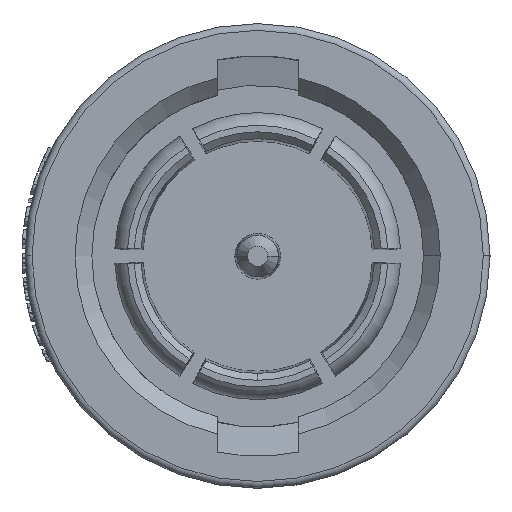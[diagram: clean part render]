
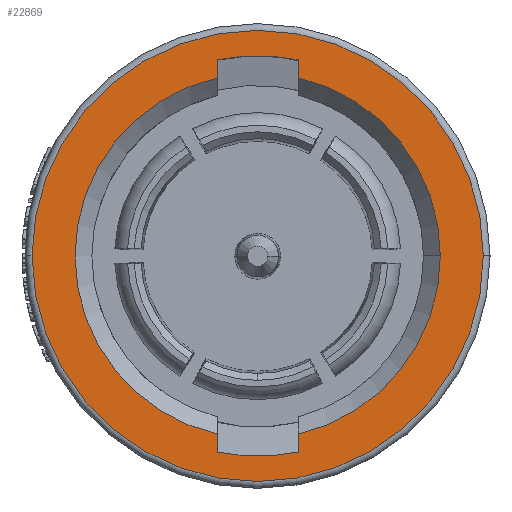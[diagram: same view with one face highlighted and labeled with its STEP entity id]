
A CAD part, top view. The second image highlights one B-rep face of the part: STEP entity #22869.
In plain terms, the highlighted planar face has unit normal (0, 0, 1).
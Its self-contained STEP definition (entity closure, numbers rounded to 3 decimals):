
#1525 = VERTEX_POINT ( 'NONE', #43678 ) ;
#2308 = DIRECTION ( 'NONE',  ( 0., 0., 1. ) ) ;
#2342 = DIRECTION ( 'NONE',  ( 0., 0., 1. ) ) ;
#2597 = CARTESIAN_POINT ( 'NONE',  ( 1.2, -5.291, 2.315 ) ) ;
#4107 = AXIS2_PLACEMENT_3D ( 'NONE', #15275, #45722, #41933 ) ;
#4259 = DIRECTION ( 'NONE',  ( 0., 0., 1. ) ) ;
#4495 = LINE ( 'NONE', #8920, #23134 ) ;
#4593 = CIRCLE ( 'NONE', #8802, 5.425 ) ;
#4662 = EDGE_CURVE ( 'NONE', #31770, #18620, #44455, .T. ) ;
#4950 = CIRCLE ( 'NONE', #8889, 5.425 ) ;
#5419 = CARTESIAN_POINT ( 'NONE',  ( -1.2, -5.291, 2.315 ) ) ;
#5773 = VERTEX_POINT ( 'NONE', #5419 ) ;
#5857 = VERTEX_POINT ( 'NONE', #46439 ) ;
#6021 = VECTOR ( 'NONE', #12837, 1000. ) ;
#6667 = ORIENTED_EDGE ( 'NONE', *, *, #9981, .F. ) ;
#6679 = CARTESIAN_POINT ( 'NONE',  ( 0., 0., 2.315 ) ) ;
#8666 = CIRCLE ( 'NONE', #32407, 6.7 ) ;
#8802 = AXIS2_PLACEMENT_3D ( 'NONE', #24668, #2342, #17493 ) ;
#8889 = AXIS2_PLACEMENT_3D ( 'NONE', #6679, #25555, #48050 ) ;
#8890 = CARTESIAN_POINT ( 'NONE',  ( 0., 0., 2.315 ) ) ;
#8920 = CARTESIAN_POINT ( 'NONE',  ( -1.2, 4.777, 2.315 ) ) ;
#9040 = AXIS2_PLACEMENT_3D ( 'NONE', #45079, #4259, #11886 ) ;
#9622 = DIRECTION ( 'NONE',  ( 0., 0., 1. ) ) ;
#9981 = EDGE_CURVE ( 'NONE', #5857, #25321, #16098, .T. ) ;
#10492 = CARTESIAN_POINT ( 'NONE',  ( -1.2, -4.777, 2.315 ) ) ;
#11557 = ORIENTED_EDGE ( 'NONE', *, *, #42697, .T. ) ;
#11886 = DIRECTION ( 'NONE',  ( -1., 0., 0. ) ) ;
#12837 = DIRECTION ( 'NONE',  ( 0., 1., 0. ) ) ;
#12889 = VERTEX_POINT ( 'NONE', #47952 ) ;
#14223 = CARTESIAN_POINT ( 'NONE',  ( 5.425, 0., 2.315 ) ) ;
#14443 = EDGE_CURVE ( 'NONE', #15920, #5857, #47973, .T. ) ;
#14458 = ORIENTED_EDGE ( 'NONE', *, *, #44604, .F. ) ;
#14577 = DIRECTION ( 'NONE',  ( 0., 0., 1. ) ) ;
#15092 = VERTEX_POINT ( 'NONE', #14223 ) ;
#15258 = CARTESIAN_POINT ( 'NONE',  ( 1.2, 5.291, 2.315 ) ) ;
#15275 = CARTESIAN_POINT ( 'NONE',  ( 0., 0., 2.315 ) ) ;
#15920 = VERTEX_POINT ( 'NONE', #15258 ) ;
#15962 = AXIS2_PLACEMENT_3D ( 'NONE', #24632, #2308, #31935 ) ;
#16098 = CIRCLE ( 'NONE', #9040, 5.95 ) ;
#16370 = DIRECTION ( 'NONE',  ( 0., 0., 1. ) ) ;
#17173 = CARTESIAN_POINT ( 'NONE',  ( 1.2, -4.777, 2.315 ) ) ;
#17397 = CARTESIAN_POINT ( 'NONE',  ( -1.2, 5.828, 2.315 ) ) ;
#17493 = DIRECTION ( 'NONE',  ( 1., 0., 0. ) ) ;
#18124 = AXIS2_PLACEMENT_3D ( 'NONE', #29560, #14577, #33303 ) ;
#18620 = VERTEX_POINT ( 'NONE', #47599 ) ;
#19947 = ORIENTED_EDGE ( 'NONE', *, *, #14443, .F. ) ;
#20495 = DIRECTION ( 'NONE',  ( 0., -1., 0. ) ) ;
#20565 = DIRECTION ( 'NONE',  ( -1., 0., 0. ) ) ;
#22464 = AXIS2_PLACEMENT_3D ( 'NONE', #8890, #16370, #27446 ) ;
#22869 = ADVANCED_FACE ( 'NONE', ( #28047, #25691 ), #40968, .F. ) ;
#23134 = VECTOR ( 'NONE', #20495, 1000. ) ;
#23591 = EDGE_CURVE ( 'NONE', #1525, #5773, #4593, .T. ) ;
#24364 = CARTESIAN_POINT ( 'NONE',  ( -6.7, 0., 2.315 ) ) ;
#24632 = CARTESIAN_POINT ( 'NONE',  ( 0., 0., 2.315 ) ) ;
#24668 = CARTESIAN_POINT ( 'NONE',  ( 0., 0., 2.315 ) ) ;
#24776 = ORIENTED_EDGE ( 'NONE', *, *, #24895, .F. ) ;
#24895 = EDGE_CURVE ( 'NONE', #39216, #15092, #4950, .T. ) ;
#25010 = CIRCLE ( 'NONE', #18124, 5.425 ) ;
#25321 = VERTEX_POINT ( 'NONE', #17397 ) ;
#25347 = LINE ( 'NONE', #10492, #41038 ) ;
#25555 = DIRECTION ( 'NONE',  ( 0., 0., 1. ) ) ;
#25691 = FACE_BOUND ( 'NONE', #46611, .T. ) ;
#25909 = VECTOR ( 'NONE', #43172, 1000. ) ;
#26650 = CARTESIAN_POINT ( 'NONE',  ( -1.2, -5.828, 2.315 ) ) ;
#27446 = DIRECTION ( 'NONE',  ( -1., 0., 0. ) ) ;
#27947 = ORIENTED_EDGE ( 'NONE', *, *, #44898, .F. ) ;
#28047 = FACE_OUTER_BOUND ( 'NONE', #35215, .T. ) ;
#29560 = CARTESIAN_POINT ( 'NONE',  ( 0., 0., 2.315 ) ) ;
#31252 = CARTESIAN_POINT ( 'NONE',  ( 1.2, 4.777, 2.315 ) ) ;
#31770 = VERTEX_POINT ( 'NONE', #26650 ) ;
#31771 = CARTESIAN_POINT ( 'NONE',  ( 0., 0., 2.315 ) ) ;
#31935 = DIRECTION ( 'NONE',  ( 1., 0., 0. ) ) ;
#32407 = AXIS2_PLACEMENT_3D ( 'NONE', #31771, #9622, #20565 ) ;
#33303 = DIRECTION ( 'NONE',  ( 1., 0., 0. ) ) ;
#33857 = VERTEX_POINT ( 'NONE', #24364 ) ;
#35215 = EDGE_LOOP ( 'NONE', ( #11557, #37463 ) ) ;
#36210 = EDGE_CURVE ( 'NONE', #15092, #15920, #25010, .T. ) ;
#37073 = EDGE_CURVE ( 'NONE', #12889, #33857, #8666, .T. ) ;
#37463 = ORIENTED_EDGE ( 'NONE', *, *, #37073, .T. ) ;
#39015 = CIRCLE ( 'NONE', #22464, 6.7 ) ;
#39216 = VERTEX_POINT ( 'NONE', #2597 ) ;
#40123 = EDGE_CURVE ( 'NONE', #25321, #1525, #4495, .T. ) ;
#40153 = ORIENTED_EDGE ( 'NONE', *, *, #36210, .F. ) ;
#40332 = ORIENTED_EDGE ( 'NONE', *, *, #23591, .F. ) ;
#40575 = DIRECTION ( 'NONE',  ( 0., -1., 0. ) ) ;
#40968 = PLANE ( 'NONE',  #4107 ) ;
#41038 = VECTOR ( 'NONE', #40575, 1000. ) ;
#41933 = DIRECTION ( 'NONE',  ( -1., 0., 0. ) ) ;
#42469 = ORIENTED_EDGE ( 'NONE', *, *, #4662, .F. ) ;
#42697 = EDGE_CURVE ( 'NONE', #33857, #12889, #39015, .T. ) ;
#43172 = DIRECTION ( 'NONE',  ( 0., 1., 0. ) ) ;
#43678 = CARTESIAN_POINT ( 'NONE',  ( -1.2, 5.291, 2.315 ) ) ;
#44455 = CIRCLE ( 'NONE', #15962, 5.95 ) ;
#44604 = EDGE_CURVE ( 'NONE', #5773, #31770, #25347, .T. ) ;
#44898 = EDGE_CURVE ( 'NONE', #18620, #39216, #45721, .T. ) ;
#45079 = CARTESIAN_POINT ( 'NONE',  ( 0., 0., 2.315 ) ) ;
#45721 = LINE ( 'NONE', #17173, #25909 ) ;
#45722 = DIRECTION ( 'NONE',  ( 0., 0., -1. ) ) ;
#46303 = ORIENTED_EDGE ( 'NONE', *, *, #40123, .F. ) ;
#46439 = CARTESIAN_POINT ( 'NONE',  ( 1.2, 5.828, 2.315 ) ) ;
#46611 = EDGE_LOOP ( 'NONE', ( #6667, #19947, #40153, #24776, #27947, #42469, #14458, #40332, #46303 ) ) ;
#47599 = CARTESIAN_POINT ( 'NONE',  ( 1.2, -5.828, 2.315 ) ) ;
#47952 = CARTESIAN_POINT ( 'NONE',  ( 6.7, 0., 2.315 ) ) ;
#47973 = LINE ( 'NONE', #31252, #6021 ) ;
#48050 = DIRECTION ( 'NONE',  ( 1., 0., 0. ) ) ;
